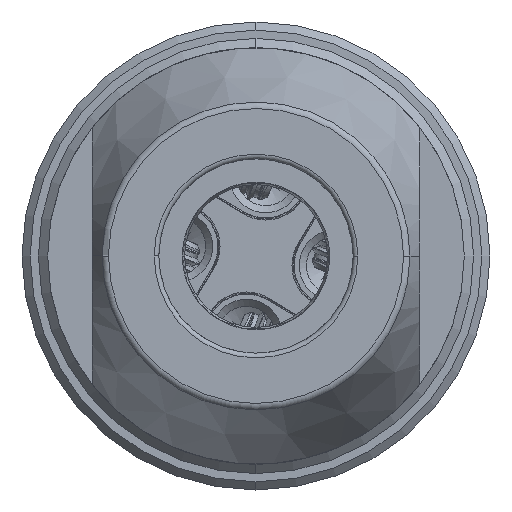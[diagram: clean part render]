
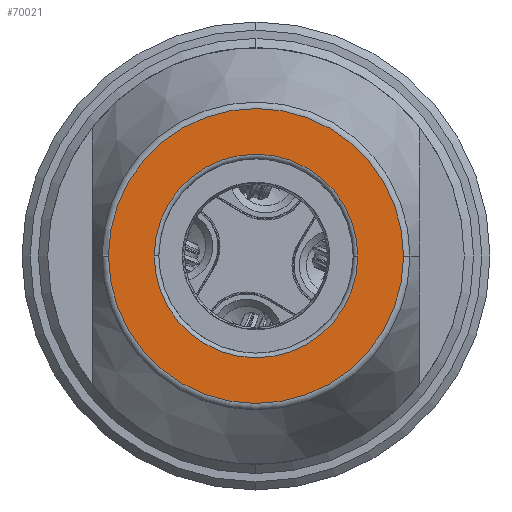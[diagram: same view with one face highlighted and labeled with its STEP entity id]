
A CAD part, front view. The second image highlights one B-rep face of the part: STEP entity #70021.
In plain terms, the highlighted planar face has unit normal (0, -1, 0).
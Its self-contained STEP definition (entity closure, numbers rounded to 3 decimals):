
#25020=CARTESIAN_POINT('',(0.,-44.65,0.));
#25021=DIRECTION('',(0.,1.,0.));
#25022=DIRECTION('',(-1.,0.,0.));
#25023=AXIS2_PLACEMENT_3D('',#25020,#25021,#25022);
#25040=CARTESIAN_POINT('',(0.,-44.65,0.));
#25041=DIRECTION('',(0.,1.,0.));
#25042=DIRECTION('',(1.,0.,0.));
#25043=AXIS2_PLACEMENT_3D('',#25040,#25041,#25042);
#25050=CARTESIAN_POINT('',(0.,-44.65,0.));
#25051=DIRECTION('',(0.,1.,0.));
#25052=DIRECTION('',(1.,0.,-0.007));
#25053=AXIS2_PLACEMENT_3D('',#25050,#25051,#25052);
#25055=CARTESIAN_POINT('',(0.,-44.65,0.));
#25056=DIRECTION('',(0.,1.,0.));
#25057=DIRECTION('',(-1.,0.,0.007));
#25058=AXIS2_PLACEMENT_3D('',#25055,#25056,#25057);
#25060=CARTESIAN_POINT('',(0.,-44.65,0.));
#25061=DIRECTION('',(0.,-1.,0.));
#25062=DIRECTION('',(1.,0.,0.));
#25063=AXIS2_PLACEMENT_3D('',#25060,#25061,#25062);
#25065=CARTESIAN_POINT('',(0.,-44.65,0.));
#25066=DIRECTION('',(0.,-1.,0.));
#25067=DIRECTION('',(-1.,0.,0.));
#25068=AXIS2_PLACEMENT_3D('',#25065,#25066,#25067);
#25070=CARTESIAN_POINT('',(0.,-44.65,0.));
#25071=DIRECTION('',(0.,-1.,0.));
#25072=DIRECTION('',(1.,0.,-0.007));
#25073=AXIS2_PLACEMENT_3D('',#25070,#25071,#25072);
#25090=CARTESIAN_POINT('',(0.,-44.65,0.));
#25091=DIRECTION('',(0.,-1.,0.));
#25092=DIRECTION('',(-1.,0.,0.007));
#25093=AXIS2_PLACEMENT_3D('',#25090,#25091,#25092);
#30924=CARTESIAN_POINT('',(-4.35,-44.65,0.));
#30925=VERTEX_POINT('',#30924);
#30926=CARTESIAN_POINT('',(4.35,-44.65,0.));
#30927=CARTESIAN_POINT('',(-4.35,-44.65,0.053));
#30928=VERTEX_POINT('',#30926);
#30929=VERTEX_POINT('',#30927);
#30930=CARTESIAN_POINT('',(4.35,-44.65,-0.053));
#30931=VERTEX_POINT('',#30930);
#30932=CARTESIAN_POINT('',(6.303,-44.65,-0.044));
#30933=CARTESIAN_POINT('',(-6.304,-44.65,0.));
#30934=VERTEX_POINT('',#30932);
#30935=VERTEX_POINT('',#30933);
#30936=CARTESIAN_POINT('',(6.304,-44.65,0.001));
#30937=VERTEX_POINT('',#30936);
#30938=CARTESIAN_POINT('',(-6.303,-44.65,0.044));
#30939=VERTEX_POINT('',#30938);
#70000=CARTESIAN_POINT('',(0.,-44.65,0.));
#70001=DIRECTION('',(0.,-1.,0.));
#70002=DIRECTION('',(-1.,0.,0.));
#70003=AXIS2_PLACEMENT_3D('',#70000,#70001,#70002);
#70004=PLANE('',#70003);
#70006=ORIENTED_EDGE('',*,*,#70005,.F.);
#70008=ORIENTED_EDGE('',*,*,#70007,.T.);
#70010=ORIENTED_EDGE('',*,*,#70009,.F.);
#70012=ORIENTED_EDGE('',*,*,#70011,.T.);
#70013=EDGE_LOOP('',(#70006,#70008,#70010,#70012));
#70014=FACE_OUTER_BOUND('',#70013,.F.);
#70015=ORIENTED_EDGE('',*,*,#69977,.T.);
#70016=ORIENTED_EDGE('',*,*,#69975,.F.);
#70017=ORIENTED_EDGE('',*,*,#69994,.T.);
#70018=ORIENTED_EDGE('',*,*,#69992,.F.);
#70019=EDGE_LOOP('',(#70015,#70016,#70017,#70018));
#70020=FACE_BOUND('',#70019,.F.);
#25024=CIRCLE('',#25023,4.35);
#25044=CIRCLE('',#25043,4.35);
#25054=CIRCLE('',#25053,6.304);
#25059=CIRCLE('',#25058,6.304);
#25064=CIRCLE('',#25063,4.35);
#25069=CIRCLE('',#25068,4.35);
#25074=CIRCLE('',#25073,6.304);
#25094=CIRCLE('',#25093,6.304);
#69975=EDGE_CURVE('',#30925,#30929,#25024,.T.);
#69977=EDGE_CURVE('',#30928,#30929,#25064,.T.);
#69992=EDGE_CURVE('',#30928,#30931,#25044,.T.);
#69994=EDGE_CURVE('',#30925,#30931,#25069,.T.);
#70005=EDGE_CURVE('',#30934,#30937,#25074,.T.);
#70007=EDGE_CURVE('',#30934,#30935,#25054,.T.);
#70009=EDGE_CURVE('',#30939,#30935,#25094,.T.);
#70011=EDGE_CURVE('',#30939,#30937,#25059,.T.);
#70021=ADVANCED_FACE('',(#70014,#70020),#70004,.T.);
